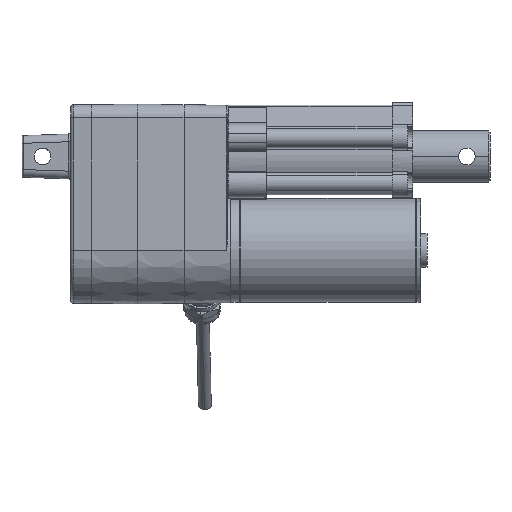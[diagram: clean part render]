
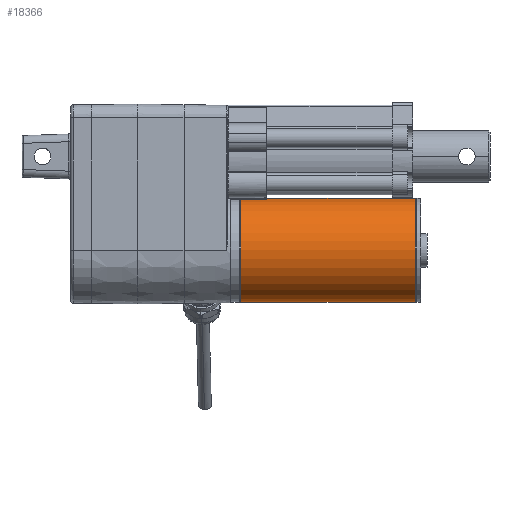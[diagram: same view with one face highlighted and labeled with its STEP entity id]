
A CAD part, left-side view. The second image highlights one B-rep face of the part: STEP entity #18366.
In plain terms, the highlighted cylindrical face has radius 20.15 mm (diameter 40.3 mm), a partial arc.
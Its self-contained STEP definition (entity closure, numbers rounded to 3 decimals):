
#1165 = VERTEX_POINT ( 'NONE', #15240 ) ;
#1357 = EDGE_CURVE ( 'NONE', #1165, #21839, #8993, .T. ) ;
#2825 = VERTEX_POINT ( 'NONE', #24628 ) ;
#4159 = CARTESIAN_POINT ( 'NONE',  ( 0., -75., -20.15 ) ) ;
#4223 = ORIENTED_EDGE ( 'NONE', *, *, #36360, .F. ) ;
#4946 = ORIENTED_EDGE ( 'NONE', *, *, #5228, .T. ) ;
#5228 = EDGE_CURVE ( 'NONE', #22890, #1165, #11026, .T. ) ;
#5756 = ORIENTED_EDGE ( 'NONE', *, *, #17466, .T. ) ;
#8755 = DIRECTION ( 'NONE',  ( 0., -1., 0. ) ) ;
#8981 = AXIS2_PLACEMENT_3D ( 'NONE', #17735, #14782, #36159 ) ;
#8993 = LINE ( 'NONE', #10905, #31056 ) ;
#10905 = CARTESIAN_POINT ( 'NONE',  ( 0., -7., -20.15 ) ) ;
#11026 = CIRCLE ( 'NONE', #8981, 20.15 ) ;
#11196 = CIRCLE ( 'NONE', #32915, 20.15 ) ;
#11845 = DIRECTION ( 'NONE',  ( 0., 0., -1. ) ) ;
#12431 = CARTESIAN_POINT ( 'NONE',  ( 0., 3.975, 0. ) ) ;
#14782 = DIRECTION ( 'NONE',  ( 0., -1., 0. ) ) ;
#15240 = CARTESIAN_POINT ( 'NONE',  ( 0., -7., -20.15 ) ) ;
#16433 = VECTOR ( 'NONE', #8755, 1000. ) ;
#17405 = LINE ( 'NONE', #24232, #16433 ) ;
#17466 = EDGE_CURVE ( 'NONE', #21839, #2825, #11196, .T. ) ;
#17735 = CARTESIAN_POINT ( 'NONE',  ( 0., -7., 0. ) ) ;
#18043 = DIRECTION ( 'NONE',  ( 0., 1., 0. ) ) ;
#18366 = ADVANCED_FACE ( 'NONE', ( #28120 ), #36263, .T. ) ;
#21583 = DIRECTION ( 'NONE',  ( 0., 0., 1. ) ) ;
#21839 = VERTEX_POINT ( 'NONE', #4159 ) ;
#22772 = AXIS2_PLACEMENT_3D ( 'NONE', #12431, #27826, #21583 ) ;
#22890 = VERTEX_POINT ( 'NONE', #37766 ) ;
#24232 = CARTESIAN_POINT ( 'NONE',  ( 0., -7., 20.15 ) ) ;
#24628 = CARTESIAN_POINT ( 'NONE',  ( 0., -75., 20.15 ) ) ;
#26241 = EDGE_LOOP ( 'NONE', ( #26641, #5756, #4223, #4946 ) ) ;
#26641 = ORIENTED_EDGE ( 'NONE', *, *, #1357, .T. ) ;
#27826 = DIRECTION ( 'NONE',  ( 0., -1., 0. ) ) ;
#28120 = FACE_OUTER_BOUND ( 'NONE', #26241, .T. ) ;
#31056 = VECTOR ( 'NONE', #38211, 1000. ) ;
#32915 = AXIS2_PLACEMENT_3D ( 'NONE', #33401, #18043, #11845 ) ;
#33401 = CARTESIAN_POINT ( 'NONE',  ( 0., -75., 0. ) ) ;
#36159 = DIRECTION ( 'NONE',  ( 0., 0., 1. ) ) ;
#36263 = CYLINDRICAL_SURFACE ( 'NONE', #22772, 20.15 ) ;
#36360 = EDGE_CURVE ( 'NONE', #22890, #2825, #17405, .T. ) ;
#37766 = CARTESIAN_POINT ( 'NONE',  ( 0., -7., 20.15 ) ) ;
#38211 = DIRECTION ( 'NONE',  ( 0., -1., 0. ) ) ;
